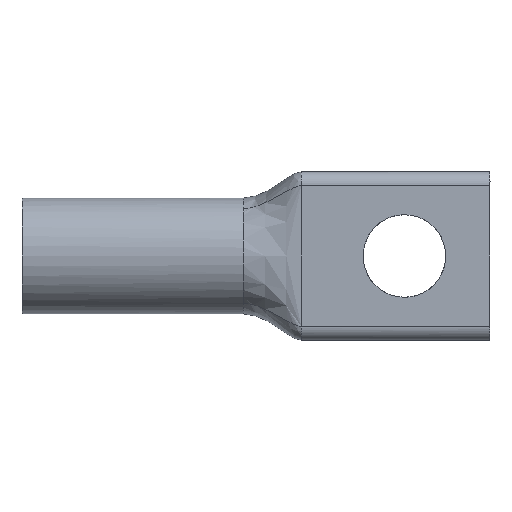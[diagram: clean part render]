
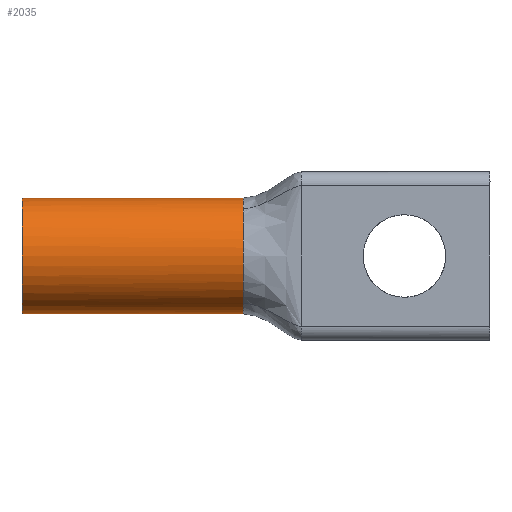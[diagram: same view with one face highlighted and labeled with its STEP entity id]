
A CAD part, front view. The second image highlights one B-rep face of the part: STEP entity #2035.
In plain terms, the highlighted cylindrical face has radius 5.855 mm (diameter 11.709 mm), a partial arc.
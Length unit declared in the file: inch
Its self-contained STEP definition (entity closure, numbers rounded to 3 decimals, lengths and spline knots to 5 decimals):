
#3 = EDGE_CURVE ( 'NONE', #1497, #1217, #1841, .T. ) ;
#20 = DIRECTION ( 'NONE',  ( 1., 0., 0. ) ) ;
#36 = CARTESIAN_POINT ( 'NONE',  ( 0.88, 0.04307, -0.13914 ) ) ;
#81 = CARTESIAN_POINT ( 'NONE',  ( 0.88, 0.2305, 0.2305 ) ) ;
#94 = B_SPLINE_CURVE_WITH_KNOTS ( 'NONE', 3,
 ( #922, #1084, #1987, #955, #1109, #1665 ),
 .UNSPECIFIED., .F., .F.,
 ( 4, 2, 4 ),
 ( 0., 0.5, 1. ),
 .UNSPECIFIED. ) ;
#129 = CARTESIAN_POINT ( 'NONE',  ( 0.88, 0.2305, -0.2305 ) ) ;
#212 = CARTESIAN_POINT ( 'NONE',  ( -0.59456, 0.2305, 0. ) ) ;
#331 = CARTESIAN_POINT ( 'NONE',  ( 0.88, 0., -0.03688 ) ) ;
#358 = VECTOR ( 'NONE', #2200, 39.37008 ) ;
#374 = LINE ( 'NONE', #1465, #1574 ) ;
#508 = ORIENTED_EDGE ( 'NONE', *, *, #728, .T. ) ;
#537 = DIRECTION ( 'NONE',  ( -1., 0., 0. ) ) ;
#546 = CARTESIAN_POINT ( 'NONE',  ( 0.88, 0.18357, -0.22689 ) ) ;
#606 = CARTESIAN_POINT ( 'NONE',  ( -0.59456, 0.2305, 0.2305 ) ) ;
#674 = CARTESIAN_POINT ( 'NONE',  ( 0.88, 0.06808, -0.16766 ) ) ;
#710 = B_SPLINE_CURVE_WITH_KNOTS ( 'NONE', 3,
 ( #1032, #674, #36, #2252, #331, #1221, #2147, #733, #1442, #2135 ),
 .UNSPECIFIED., .F., .F.,
 ( 4, 2, 2, 2, 4 ),
 ( 0., 0.25, 0.5, 0.75, 1. ),
 .UNSPECIFIED. ) ;
#718 = DIRECTION ( 'NONE',  ( 0., 0., 1. ) ) ;
#728 = EDGE_CURVE ( 'NONE', #1217, #1861, #1475, .T. ) ;
#733 = CARTESIAN_POINT ( 'NONE',  ( 0.88, 0.04307, 0.13914 ) ) ;
#772 = DIRECTION ( 'NONE',  ( -1., 0., 0. ) ) ;
#789 = ORIENTED_EDGE ( 'NONE', *, *, #1461, .T. ) ;
#822 = CARTESIAN_POINT ( 'NONE',  ( 0., 0.2305, 0.2305 ) ) ;
#922 = CARTESIAN_POINT ( 'NONE',  ( 0.88, 0.09829, 0.18881 ) ) ;
#955 = CARTESIAN_POINT ( 'NONE',  ( 0.88, 0.18357, 0.22689 ) ) ;
#983 = AXIS2_PLACEMENT_3D ( 'NONE', #212, #537, #1052 ) ;
#1032 = CARTESIAN_POINT ( 'NONE',  ( 0.88, 0.09829, -0.18881 ) ) ;
#1052 = DIRECTION ( 'NONE',  ( 0., 0., 1. ) ) ;
#1063 = CARTESIAN_POINT ( 'NONE',  ( 0.88, 0.13881, -0.21277 ) ) ;
#1084 = CARTESIAN_POINT ( 'NONE',  ( 0.88, 0.11751, 0.20227 ) ) ;
#1087 = CARTESIAN_POINT ( 'NONE',  ( 0.88, 0.11751, -0.20227 ) ) ;
#1100 = CARTESIAN_POINT ( 'NONE',  ( 0.88, 0.09829, -0.18881 ) ) ;
#1109 = CARTESIAN_POINT ( 'NONE',  ( 0.88, 0.20703, 0.2305 ) ) ;
#1217 = VERTEX_POINT ( 'NONE', #822 ) ;
#1221 = CARTESIAN_POINT ( 'NONE',  ( 0.88, 0., 0.03688 ) ) ;
#1233 = VERTEX_POINT ( 'NONE', #129 ) ;
#1237 = AXIS2_PLACEMENT_3D ( 'NONE', #2099, #20, #718 ) ;
#1252 = FACE_OUTER_BOUND ( 'NONE', #1631, .T. ) ;
#1311 = CARTESIAN_POINT ( 'NONE',  ( 0., 0.2305, -0.2305 ) ) ;
#1393 = ORIENTED_EDGE ( 'NONE', *, *, #1766, .T. ) ;
#1442 = CARTESIAN_POINT ( 'NONE',  ( 0.88, 0.06808, 0.16766 ) ) ;
#1461 = EDGE_CURVE ( 'NONE', #2242, #1907, #710, .T. ) ;
#1465 = CARTESIAN_POINT ( 'NONE',  ( -0.59456, 0.2305, -0.2305 ) ) ;
#1475 = CIRCLE ( 'NONE', #1237, 0.2305 ) ;
#1497 = VERTEX_POINT ( 'NONE', #81 ) ;
#1498 = ORIENTED_EDGE ( 'NONE', *, *, #1972, .T. ) ;
#1517 = B_SPLINE_CURVE_WITH_KNOTS ( 'NONE', 3,
 ( #1964, #1587, #546, #1063, #1087, #1100 ),
 .UNSPECIFIED., .F., .F.,
 ( 4, 2, 4 ),
 ( 0., 0.5, 1. ),
 .UNSPECIFIED. ) ;
#1529 = ORIENTED_EDGE ( 'NONE', *, *, #3, .T. ) ;
#1574 = VECTOR ( 'NONE', #772, 39.37008 ) ;
#1587 = CARTESIAN_POINT ( 'NONE',  ( 0.88, 0.20703, -0.2305 ) ) ;
#1606 = ORIENTED_EDGE ( 'NONE', *, *, #2097, .F. ) ;
#1631 = EDGE_LOOP ( 'NONE', ( #1606, #1498, #789, #1393, #1529, #508 ) ) ;
#1655 = CARTESIAN_POINT ( 'NONE',  ( 0.88, 0.09829, 0.18881 ) ) ;
#1665 = CARTESIAN_POINT ( 'NONE',  ( 0.88, 0.2305, 0.2305 ) ) ;
#1670 = CARTESIAN_POINT ( 'NONE',  ( 0.88, 0.09829, -0.18881 ) ) ;
#1766 = EDGE_CURVE ( 'NONE', #1907, #1497, #94, .T. ) ;
#1768 = CYLINDRICAL_SURFACE ( 'NONE', #983, 0.2305 ) ;
#1841 = LINE ( 'NONE', #606, #358 ) ;
#1861 = VERTEX_POINT ( 'NONE', #1311 ) ;
#1907 = VERTEX_POINT ( 'NONE', #1655 ) ;
#1964 = CARTESIAN_POINT ( 'NONE',  ( 0.88, 0.2305, -0.2305 ) ) ;
#1972 = EDGE_CURVE ( 'NONE', #1233, #2242, #1517, .T. ) ;
#1987 = CARTESIAN_POINT ( 'NONE',  ( 0.88, 0.13881, 0.21277 ) ) ;
#2035 = ADVANCED_FACE ( 'NONE', ( #1252 ), #1768, .T. ) ;
#2097 = EDGE_CURVE ( 'NONE', #1233, #1861, #374, .T. ) ;
#2099 = CARTESIAN_POINT ( 'NONE',  ( 0., 0.2305, 0. ) ) ;
#2135 = CARTESIAN_POINT ( 'NONE',  ( 0.88, 0.09829, 0.18881 ) ) ;
#2147 = CARTESIAN_POINT ( 'NONE',  ( 0.88, 0.00902, 0.07372 ) ) ;
#2200 = DIRECTION ( 'NONE',  ( -1., 0., 0. ) ) ;
#2242 = VERTEX_POINT ( 'NONE', #1670 ) ;
#2252 = CARTESIAN_POINT ( 'NONE',  ( 0.88, 0.00902, -0.07372 ) ) ;
